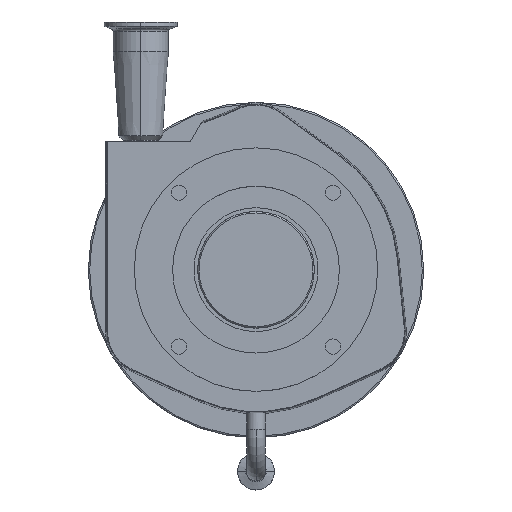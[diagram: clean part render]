
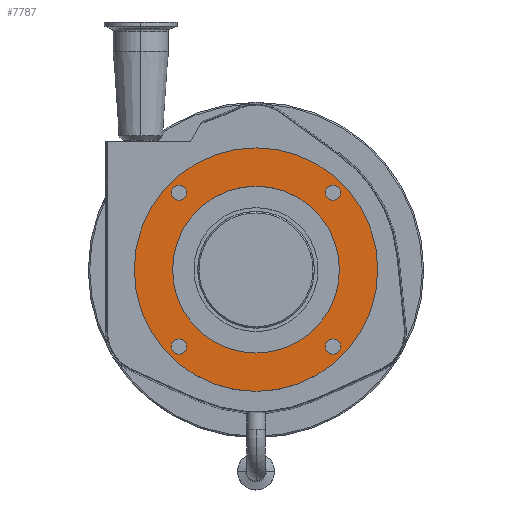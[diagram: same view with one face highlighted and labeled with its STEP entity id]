
A CAD part, top view. The second image highlights one B-rep face of the part: STEP entity #7787.
In plain terms, the highlighted planar face has unit normal (0, 0, 1).
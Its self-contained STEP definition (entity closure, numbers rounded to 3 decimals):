
#43 = DIRECTION ( 'NONE',  ( 1., 0., 0. ) ) ;
#48 = ORIENTED_EDGE ( 'NONE', *, *, #6745, .T. ) ;
#52 = DIRECTION ( 'NONE',  ( 0., 0., 1. ) ) ;
#259 = DIRECTION ( 'NONE',  ( 0., 0., 1. ) ) ;
#268 = CIRCLE ( 'NONE', #4577, 5.25 ) ;
#337 = VERTEX_POINT ( 'NONE', #7497 ) ;
#416 = AXIS2_PLACEMENT_3D ( 'NONE', #6597, #6684, #6064 ) ;
#421 = VERTEX_POINT ( 'NONE', #6840 ) ;
#532 = DIRECTION ( 'NONE',  ( 0., 0., 1. ) ) ;
#626 = ORIENTED_EDGE ( 'NONE', *, *, #4830, .T. ) ;
#719 = CARTESIAN_POINT ( 'NONE',  ( 0., 0., -5.5 ) ) ;
#790 = CARTESIAN_POINT ( 'NONE',  ( 0., 0., -5.5 ) ) ;
#816 = CIRCLE ( 'NONE', #416, 83.5 ) ;
#1011 = AXIS2_PLACEMENT_3D ( 'NONE', #4336, #2489, #43 ) ;
#1057 = VERTEX_POINT ( 'NONE', #2771 ) ;
#1129 = CARTESIAN_POINT ( 'NONE',  ( -52.759, -52.759, -5.5 ) ) ;
#1259 = DIRECTION ( 'NONE',  ( 0., 0., 1. ) ) ;
#1316 = CARTESIAN_POINT ( 'NONE',  ( -57.2, 0., -5.5 ) ) ;
#1355 = VERTEX_POINT ( 'NONE', #3399 ) ;
#1433 = EDGE_LOOP ( 'NONE', ( #4865, #7025 ) ) ;
#1437 = EDGE_LOOP ( 'NONE', ( #5207, #3854 ) ) ;
#1550 = VERTEX_POINT ( 'NONE', #1316 ) ;
#1557 = EDGE_CURVE ( 'NONE', #6553, #4449, #268, .T. ) ;
#1602 = CARTESIAN_POINT ( 'NONE',  ( 0., 0., -5.5 ) ) ;
#1646 = VERTEX_POINT ( 'NONE', #4546 ) ;
#1649 = DIRECTION ( 'NONE',  ( 0., 0., 1. ) ) ;
#1725 = AXIS2_PLACEMENT_3D ( 'NONE', #1129, #4990, #3066 ) ;
#1808 = CIRCLE ( 'NONE', #1011, 57.2 ) ;
#1841 = CARTESIAN_POINT ( 'NONE',  ( -52.759, 52.759, -5.5 ) ) ;
#1849 = EDGE_CURVE ( 'NONE', #1646, #1057, #4070, .T. ) ;
#1864 = DIRECTION ( 'NONE',  ( 1., 0., 0. ) ) ;
#1940 = EDGE_LOOP ( 'NONE', ( #5531, #2609 ) ) ;
#1941 = CARTESIAN_POINT ( 'NONE',  ( -52.759, -52.759, -5.5 ) ) ;
#2032 = PLANE ( 'NONE',  #2954 ) ;
#2135 = AXIS2_PLACEMENT_3D ( 'NONE', #719, #7616, #4605 ) ;
#2180 = CIRCLE ( 'NONE', #6104, 83.5 ) ;
#2300 = AXIS2_PLACEMENT_3D ( 'NONE', #1841, #3792, #3026 ) ;
#2393 = AXIS2_PLACEMENT_3D ( 'NONE', #6919, #1259, #5872 ) ;
#2489 = DIRECTION ( 'NONE',  ( 0., 0., 1. ) ) ;
#2585 = ORIENTED_EDGE ( 'NONE', *, *, #4548, .F. ) ;
#2609 = ORIENTED_EDGE ( 'NONE', *, *, #6049, .F. ) ;
#2685 = CIRCLE ( 'NONE', #2300, 5.25 ) ;
#2767 = DIRECTION ( 'NONE',  ( 1., 0., 0. ) ) ;
#2771 = CARTESIAN_POINT ( 'NONE',  ( -47.509, -52.759, -5.5 ) ) ;
#2922 = EDGE_CURVE ( 'NONE', #1057, #1646, #5822, .T. ) ;
#2924 = AXIS2_PLACEMENT_3D ( 'NONE', #4465, #5733, #6421 ) ;
#2954 = AXIS2_PLACEMENT_3D ( 'NONE', #790, #6939, #5848 ) ;
#3026 = DIRECTION ( 'NONE',  ( 1., 0., 0. ) ) ;
#3066 = DIRECTION ( 'NONE',  ( 1., 0., 0. ) ) ;
#3233 = AXIS2_PLACEMENT_3D ( 'NONE', #5058, #6255, #7631 ) ;
#3311 = CARTESIAN_POINT ( 'NONE',  ( -47.509, 52.759, -5.5 ) ) ;
#3352 = EDGE_LOOP ( 'NONE', ( #2585, #4047 ) ) ;
#3399 = CARTESIAN_POINT ( 'NONE',  ( 58.009, -52.759, -5.5 ) ) ;
#3452 = EDGE_CURVE ( 'NONE', #4449, #6553, #2685, .T. ) ;
#3571 = CIRCLE ( 'NONE', #2135, 57.2 ) ;
#3640 = VERTEX_POINT ( 'NONE', #6643 ) ;
#3792 = DIRECTION ( 'NONE',  ( 0., 0., 1. ) ) ;
#3854 = ORIENTED_EDGE ( 'NONE', *, *, #1849, .F. ) ;
#3904 = VERTEX_POINT ( 'NONE', #6880 ) ;
#4047 = ORIENTED_EDGE ( 'NONE', *, *, #5404, .F. ) ;
#4070 = CIRCLE ( 'NONE', #1725, 5.25 ) ;
#4336 = CARTESIAN_POINT ( 'NONE',  ( 0., 0., -5.5 ) ) ;
#4383 = FACE_BOUND ( 'NONE', #1437, .T. ) ;
#4449 = VERTEX_POINT ( 'NONE', #4723 ) ;
#4465 = CARTESIAN_POINT ( 'NONE',  ( 52.759, -52.759, -5.5 ) ) ;
#4478 = CIRCLE ( 'NONE', #2393, 5.25 ) ;
#4524 = EDGE_CURVE ( 'NONE', #3640, #1355, #6791, .T. ) ;
#4546 = CARTESIAN_POINT ( 'NONE',  ( -58.009, -52.759, -5.5 ) ) ;
#4548 = EDGE_CURVE ( 'NONE', #6950, #1550, #1808, .T. ) ;
#4577 = AXIS2_PLACEMENT_3D ( 'NONE', #5688, #52, #7606 ) ;
#4605 = DIRECTION ( 'NONE',  ( 1., 0., 0. ) ) ;
#4723 = CARTESIAN_POINT ( 'NONE',  ( -58.009, 52.759, -5.5 ) ) ;
#4755 = CIRCLE ( 'NONE', #2924, 5.25 ) ;
#4757 = DIRECTION ( 'NONE',  ( 1., 0., 0. ) ) ;
#4830 = EDGE_CURVE ( 'NONE', #3904, #5128, #2180, .T. ) ;
#4865 = ORIENTED_EDGE ( 'NONE', *, *, #1557, .F. ) ;
#4990 = DIRECTION ( 'NONE',  ( 0., 0., 1. ) ) ;
#5058 = CARTESIAN_POINT ( 'NONE',  ( 52.759, -52.759, -5.5 ) ) ;
#5105 = FACE_BOUND ( 'NONE', #1433, .T. ) ;
#5128 = VERTEX_POINT ( 'NONE', #7702 ) ;
#5207 = ORIENTED_EDGE ( 'NONE', *, *, #2922, .F. ) ;
#5404 = EDGE_CURVE ( 'NONE', #1550, #6950, #3571, .T. ) ;
#5531 = ORIENTED_EDGE ( 'NONE', *, *, #6970, .F. ) ;
#5662 = EDGE_CURVE ( 'NONE', #1355, #3640, #4755, .T. ) ;
#5688 = CARTESIAN_POINT ( 'NONE',  ( -52.759, 52.759, -5.5 ) ) ;
#5733 = DIRECTION ( 'NONE',  ( 0., 0., 1. ) ) ;
#5763 = FACE_BOUND ( 'NONE', #1940, .T. ) ;
#5808 = ORIENTED_EDGE ( 'NONE', *, *, #5662, .F. ) ;
#5822 = CIRCLE ( 'NONE', #6753, 5.25 ) ;
#5848 = DIRECTION ( 'NONE',  ( 1., 0., 0. ) ) ;
#5872 = DIRECTION ( 'NONE',  ( 1., 0., 0. ) ) ;
#6049 = EDGE_CURVE ( 'NONE', #421, #337, #4478, .T. ) ;
#6064 = DIRECTION ( 'NONE',  ( 1., 0., 0. ) ) ;
#6104 = AXIS2_PLACEMENT_3D ( 'NONE', #1602, #1649, #4757 ) ;
#6201 = CIRCLE ( 'NONE', #6207, 5.25 ) ;
#6207 = AXIS2_PLACEMENT_3D ( 'NONE', #7021, #259, #2767 ) ;
#6255 = DIRECTION ( 'NONE',  ( 0., 0., 1. ) ) ;
#6379 = FACE_BOUND ( 'NONE', #3352, .T. ) ;
#6421 = DIRECTION ( 'NONE',  ( 1., 0., 0. ) ) ;
#6423 = CARTESIAN_POINT ( 'NONE',  ( 57.2, 0., -5.5 ) ) ;
#6553 = VERTEX_POINT ( 'NONE', #3311 ) ;
#6597 = CARTESIAN_POINT ( 'NONE',  ( 0., 0., -5.5 ) ) ;
#6643 = CARTESIAN_POINT ( 'NONE',  ( 47.509, -52.759, -5.5 ) ) ;
#6655 = ORIENTED_EDGE ( 'NONE', *, *, #4524, .F. ) ;
#6684 = DIRECTION ( 'NONE',  ( 0., 0., 1. ) ) ;
#6745 = EDGE_CURVE ( 'NONE', #5128, #3904, #816, .T. ) ;
#6753 = AXIS2_PLACEMENT_3D ( 'NONE', #1941, #532, #1864 ) ;
#6791 = CIRCLE ( 'NONE', #3233, 5.25 ) ;
#6840 = CARTESIAN_POINT ( 'NONE',  ( 47.509, 52.759, -5.5 ) ) ;
#6880 = CARTESIAN_POINT ( 'NONE',  ( 83.5, 0., -5.5 ) ) ;
#6919 = CARTESIAN_POINT ( 'NONE',  ( 52.759, 52.759, -5.5 ) ) ;
#6939 = DIRECTION ( 'NONE',  ( 0., 0., 1. ) ) ;
#6950 = VERTEX_POINT ( 'NONE', #6423 ) ;
#6970 = EDGE_CURVE ( 'NONE', #337, #421, #6201, .T. ) ;
#7021 = CARTESIAN_POINT ( 'NONE',  ( 52.759, 52.759, -5.5 ) ) ;
#7025 = ORIENTED_EDGE ( 'NONE', *, *, #3452, .F. ) ;
#7100 = FACE_BOUND ( 'NONE', #7236, .T. ) ;
#7236 = EDGE_LOOP ( 'NONE', ( #5808, #6655 ) ) ;
#7497 = CARTESIAN_POINT ( 'NONE',  ( 58.009, 52.759, -5.5 ) ) ;
#7567 = EDGE_LOOP ( 'NONE', ( #626, #48 ) ) ;
#7606 = DIRECTION ( 'NONE',  ( 1., 0., 0. ) ) ;
#7616 = DIRECTION ( 'NONE',  ( 0., 0., 1. ) ) ;
#7631 = DIRECTION ( 'NONE',  ( 1., 0., 0. ) ) ;
#7642 = FACE_OUTER_BOUND ( 'NONE', #7567, .T. ) ;
#7702 = CARTESIAN_POINT ( 'NONE',  ( -83.5, 0., -5.5 ) ) ;
#7787 = ADVANCED_FACE ( 'NONE', ( #5105, #4383, #7100, #5763, #7642, #6379 ), #2032, .T. ) ;
